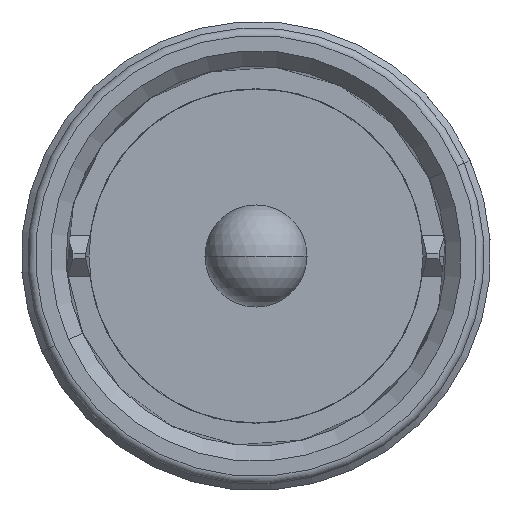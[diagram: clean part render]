
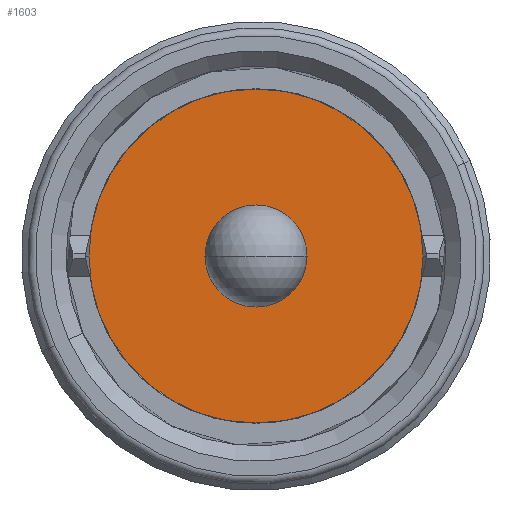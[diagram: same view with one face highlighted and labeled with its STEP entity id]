
A CAD part, left-side view. The second image highlights one B-rep face of the part: STEP entity #1603.
In plain terms, the highlighted planar face has unit normal (-1, 0, 0).
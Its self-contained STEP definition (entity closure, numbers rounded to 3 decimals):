
#8 = CARTESIAN_POINT ( 'NONE',  ( 0.8, 0., 0. ) ) ;
#208 = ORIENTED_EDGE ( 'NONE', *, *, #2327, .T. ) ;
#262 = CIRCLE ( 'NONE', #2042, 6.48 ) ;
#419 = DIRECTION ( 'NONE',  ( -1., 0., 0. ) ) ;
#740 = CARTESIAN_POINT ( 'NONE',  ( 0.8, 0., -6.48 ) ) ;
#822 = CARTESIAN_POINT ( 'NONE',  ( 0.8, 0., 0. ) ) ;
#895 = DIRECTION ( 'NONE',  ( 0., -0.895, 0.445 ) ) ;
#949 = CIRCLE ( 'NONE', #1517, 1.98 ) ;
#1011 = AXIS2_PLACEMENT_3D ( 'NONE', #2531, #2577, #3130 ) ;
#1068 = VERTEX_POINT ( 'NONE', #2609 ) ;
#1144 = VERTEX_POINT ( 'NONE', #3646 ) ;
#1163 = AXIS2_PLACEMENT_3D ( 'NONE', #822, #2610, #895 ) ;
#1271 = ORIENTED_EDGE ( 'NONE', *, *, #3202, .F. ) ;
#1517 = AXIS2_PLACEMENT_3D ( 'NONE', #8, #419, #2197 ) ;
#1603 = ADVANCED_FACE ( 'NONE', ( #1837, #2467 ), #2981, .F. ) ;
#1687 = VERTEX_POINT ( 'NONE', #1710 ) ;
#1710 = CARTESIAN_POINT ( 'NONE',  ( 0.8, -1.98, 0. ) ) ;
#1797 = EDGE_LOOP ( 'NONE', ( #1893, #208 ) ) ;
#1837 = FACE_BOUND ( 'NONE', #2441, .T. ) ;
#1893 = ORIENTED_EDGE ( 'NONE', *, *, #2124, .T. ) ;
#1920 = CARTESIAN_POINT ( 'NONE',  ( 0.8, 0., 0. ) ) ;
#2042 = AXIS2_PLACEMENT_3D ( 'NONE', #3919, #3551, #2829 ) ;
#2119 = AXIS2_PLACEMENT_3D ( 'NONE', #1920, #3435, #2848 ) ;
#2124 = EDGE_CURVE ( 'NONE', #1068, #3896, #2323, .T. ) ;
#2197 = DIRECTION ( 'NONE',  ( 0., -0.895, 0.445 ) ) ;
#2323 = CIRCLE ( 'NONE', #2119, 6.48 ) ;
#2327 = EDGE_CURVE ( 'NONE', #3896, #1068, #262, .T. ) ;
#2441 = EDGE_LOOP ( 'NONE', ( #3009, #1271 ) ) ;
#2467 = FACE_OUTER_BOUND ( 'NONE', #1797, .T. ) ;
#2531 = CARTESIAN_POINT ( 'NONE',  ( 0.8, 0., 0. ) ) ;
#2577 = DIRECTION ( 'NONE',  ( 1., 0., 0. ) ) ;
#2609 = CARTESIAN_POINT ( 'NONE',  ( 0.8, 0., 6.48 ) ) ;
#2610 = DIRECTION ( 'NONE',  ( -1., 0., 0. ) ) ;
#2829 = DIRECTION ( 'NONE',  ( 0., 0., 1. ) ) ;
#2848 = DIRECTION ( 'NONE',  ( 0., 0., 1. ) ) ;
#2981 = PLANE ( 'NONE',  #1011 ) ;
#3009 = ORIENTED_EDGE ( 'NONE', *, *, #3215, .F. ) ;
#3130 = DIRECTION ( 'NONE',  ( 0., 0.895, -0.445 ) ) ;
#3202 = EDGE_CURVE ( 'NONE', #1144, #1687, #3266, .T. ) ;
#3215 = EDGE_CURVE ( 'NONE', #1687, #1144, #949, .T. ) ;
#3266 = CIRCLE ( 'NONE', #1163, 1.98 ) ;
#3435 = DIRECTION ( 'NONE',  ( -1., 0., 0. ) ) ;
#3551 = DIRECTION ( 'NONE',  ( -1., 0., 0. ) ) ;
#3646 = CARTESIAN_POINT ( 'NONE',  ( 0.8, 1.98, 0. ) ) ;
#3896 = VERTEX_POINT ( 'NONE', #740 ) ;
#3919 = CARTESIAN_POINT ( 'NONE',  ( 0.8, 0., 0. ) ) ;
